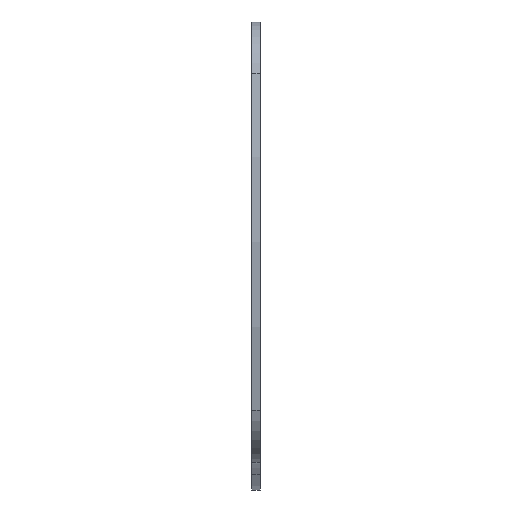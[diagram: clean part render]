
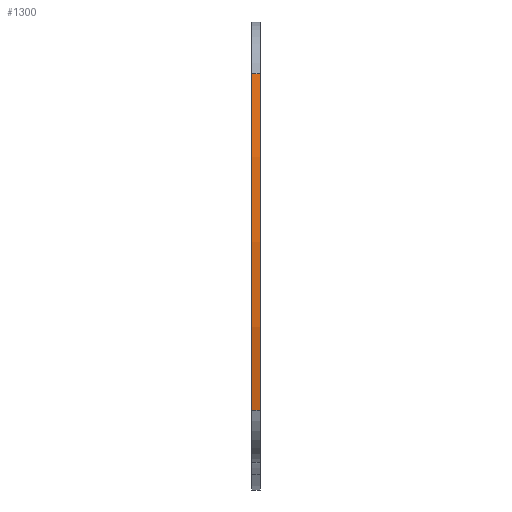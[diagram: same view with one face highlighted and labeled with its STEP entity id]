
A CAD part, left-side view. The second image highlights one B-rep face of the part: STEP entity #1300.
In plain terms, the highlighted cylindrical face has radius 250 mm (diameter 500 mm), a partial arc.
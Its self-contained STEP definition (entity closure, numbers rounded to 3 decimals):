
#155=CYLINDRICAL_SURFACE('',#1466,250.);
#211=FACE_OUTER_BOUND('',#348,.T.);
#348=EDGE_LOOP('',(#1203,#1204,#1205,#1206));
#423=LINE('',#2519,#498);
#424=LINE('',#2521,#499);
#498=VECTOR('',#1823,3.);
#499=VECTOR('',#1826,3.);
#585=CIRCLE('',#1445,250.);
#589=CIRCLE('',#1450,250.);
#684=VERTEX_POINT('',#2101);
#685=VERTEX_POINT('',#2103);
#696=VERTEX_POINT('',#2298);
#697=VERTEX_POINT('',#2300);
#842=EDGE_CURVE('',#684,#685,#585,.T.);
#854=EDGE_CURVE('',#697,#696,#589,.T.);
#878=EDGE_CURVE('',#684,#697,#423,.T.);
#879=EDGE_CURVE('',#685,#696,#424,.T.);
#1203=ORIENTED_EDGE('',*,*,#854,.T.);
#1204=ORIENTED_EDGE('',*,*,#879,.F.);
#1205=ORIENTED_EDGE('',*,*,#842,.F.);
#1206=ORIENTED_EDGE('',*,*,#878,.T.);
#1300=ADVANCED_FACE('',(#211),#155,.T.);
#1445=AXIS2_PLACEMENT_3D('',#2104,#1768,#1769);
#1450=AXIS2_PLACEMENT_3D('',#2301,#1780,#1781);
#1466=AXIS2_PLACEMENT_3D('',#2520,#1824,#1825);
#1768=DIRECTION('center_axis',(0.,1.,0.));
#1769=DIRECTION('ref_axis',(0.,0.,1.));
#1780=DIRECTION('center_axis',(0.,1.,0.));
#1781=DIRECTION('ref_axis',(0.,0.,1.));
#1823=DIRECTION('',(0.,-1.,0.));
#1824=DIRECTION('center_axis',(0.,-1.,0.));
#1825=DIRECTION('ref_axis',(0.,0.,-1.));
#1826=DIRECTION('',(0.,-1.,0.));
#2101=CARTESIAN_POINT('',(-116.2,3.,-55.138));
#2103=CARTESIAN_POINT('',(-116.2,3.,67.084));
#2104=CARTESIAN_POINT('Origin',(126.216,3.,5.973));
#2298=CARTESIAN_POINT('',(-116.2,0.,67.084));
#2300=CARTESIAN_POINT('',(-116.2,0.,-55.138));
#2301=CARTESIAN_POINT('Origin',(126.216,0.,5.973));
#2519=CARTESIAN_POINT('',(-116.2,3.,-55.138));
#2520=CARTESIAN_POINT('Origin',(126.216,3.,5.973));
#2521=CARTESIAN_POINT('',(-116.2,3.,67.084));
